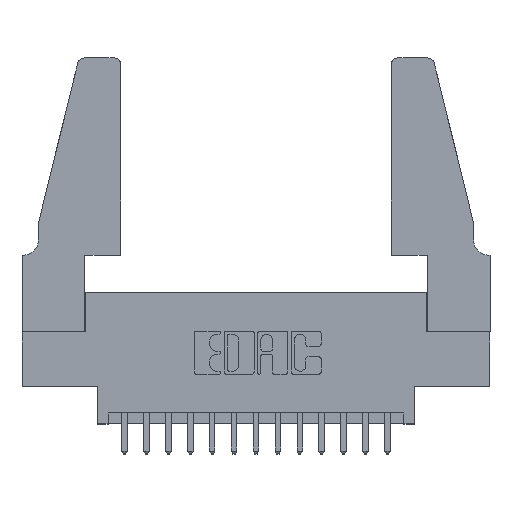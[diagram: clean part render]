
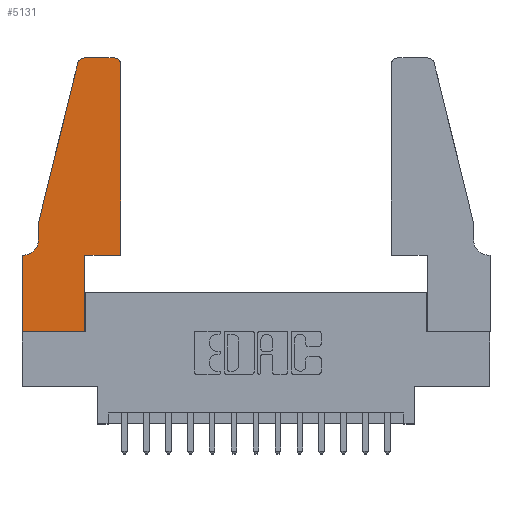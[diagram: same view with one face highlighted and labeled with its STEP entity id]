
A CAD part, top view. The second image highlights one B-rep face of the part: STEP entity #5131.
In plain terms, the highlighted planar face has unit normal (0, 0, 1).
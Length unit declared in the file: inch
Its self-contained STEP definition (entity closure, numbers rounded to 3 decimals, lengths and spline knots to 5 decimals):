
#78 = ORIENTED_EDGE ( 'NONE', *, *, #3525, .T. ) ;
#378 = VERTEX_POINT ( 'NONE', #1308 ) ;
#475 = EDGE_CURVE ( 'NONE', #5979, #16308, #15667, .T. ) ;
#671 = AXIS2_PLACEMENT_3D ( 'NONE', #11581, #15400, #6849 ) ;
#687 = CARTESIAN_POINT ( 'NONE',  ( 0.0755, 0.5, 0.37 ) ) ;
#748 = CARTESIAN_POINT ( 'NONE',  ( 0.0055, 0.42, 0.37 ) ) ;
#1121 = EDGE_CURVE ( 'NONE', #378, #12862, #12491, .T. ) ;
#1308 = CARTESIAN_POINT ( 'NONE',  ( 0.25487, 1.22718, 0.37 ) ) ;
#1420 = EDGE_CURVE ( 'NONE', #10661, #11297, #14645, .T. ) ;
#1682 = CARTESIAN_POINT ( 'NONE',  ( 0.4205, 1.22, 0.37 ) ) ;
#1733 = DIRECTION ( 'NONE',  ( 1., 0., 0. ) ) ;
#1734 = VECTOR ( 'NONE', #4265, 39.37008 ) ;
#1817 = VERTEX_POINT ( 'NONE', #12842 ) ;
#2396 = ORIENTED_EDGE ( 'NONE', *, *, #7800, .T. ) ;
#2420 = CARTESIAN_POINT ( 'NONE',  ( 0.284, 1.22, 0.37 ) ) ;
#2647 = CARTESIAN_POINT ( 'NONE',  ( 0.0755, 0.35, 0.37 ) ) ;
#2652 = EDGE_CURVE ( 'NONE', #6018, #8594, #9430, .T. ) ;
#2961 = DIRECTION ( 'NONE',  ( 0., 0., 1. ) ) ;
#3081 = DIRECTION ( 'NONE',  ( -1., 0., 0. ) ) ;
#3367 = DIRECTION ( 'NONE',  ( 0., 1., 0. ) ) ;
#3525 = EDGE_CURVE ( 'NONE', #12835, #8393, #10223, .T. ) ;
#3692 = DIRECTION ( 'NONE',  ( 1., 0., 0. ) ) ;
#3868 = VERTEX_POINT ( 'NONE', #9322 ) ;
#4203 = ORIENTED_EDGE ( 'NONE', *, *, #6006, .T. ) ;
#4249 = CARTESIAN_POINT ( 'NONE',  ( 0., 0., 0.37 ) ) ;
#4260 = VECTOR ( 'NONE', #7194, 39.37008 ) ;
#4265 = DIRECTION ( 'NONE',  ( 0., -1., 0. ) ) ;
#4367 = CARTESIAN_POINT ( 'NONE',  ( 0.2865, 0.35, 0.37 ) ) ;
#4532 = CARTESIAN_POINT ( 'NONE',  ( 0.2865, 0., 0.37 ) ) ;
#4598 = ORIENTED_EDGE ( 'NONE', *, *, #12600, .T. ) ;
#4610 = ORIENTED_EDGE ( 'NONE', *, *, #15959, .T. ) ;
#4674 = CARTESIAN_POINT ( 'NONE',  ( 0.0755, 0.42, 0.37 ) ) ;
#4781 = DIRECTION ( 'NONE',  ( 0., 1., 0. ) ) ;
#4931 = EDGE_CURVE ( 'NONE', #1817, #378, #13607, .T. ) ;
#4945 = VECTOR ( 'NONE', #5203, 39.37008 ) ;
#5131 = ADVANCED_FACE ( 'NONE', ( #11414 ), #5178, .T. ) ;
#5178 = PLANE ( 'NONE',  #671 ) ;
#5203 = DIRECTION ( 'NONE',  ( 0., -1., 0. ) ) ;
#5553 = DIRECTION ( 'NONE',  ( -0.239, -0.971, 0. ) ) ;
#5704 = DIRECTION ( 'NONE',  ( 0., 0., -1. ) ) ;
#5802 = AXIS2_PLACEMENT_3D ( 'NONE', #2420, #16391, #3692 ) ;
#5979 = VERTEX_POINT ( 'NONE', #15613 ) ;
#6006 = EDGE_CURVE ( 'NONE', #8393, #3868, #11382, .T. ) ;
#6018 = VERTEX_POINT ( 'NONE', #4674 ) ;
#6184 = VECTOR ( 'NONE', #6974, 39.37008 ) ;
#6690 = CARTESIAN_POINT ( 'NONE',  ( 0.0755, 0.5, 0.37 ) ) ;
#6849 = DIRECTION ( 'NONE',  ( 1., 0., 0. ) ) ;
#6974 = DIRECTION ( 'NONE',  ( -1., 0., 0. ) ) ;
#7103 = CARTESIAN_POINT ( 'NONE',  ( 0.4205, 1.25, 0.37 ) ) ;
#7194 = DIRECTION ( 'NONE',  ( 1., 0., 0. ) ) ;
#7384 = ORIENTED_EDGE ( 'NONE', *, *, #1121, .T. ) ;
#7523 = VECTOR ( 'NONE', #5553, 39.37008 ) ;
#7800 = EDGE_CURVE ( 'NONE', #8594, #10661, #9946, .T. ) ;
#7821 = DIRECTION ( 'NONE',  ( -1., 0., 0. ) ) ;
#8085 = EDGE_LOOP ( 'NONE', ( #12577, #13640, #7384, #4598, #13958, #2396, #8320, #4610, #78, #4203, #10528, #13331 ) ) ;
#8240 = VECTOR ( 'NONE', #3367, 39.37008 ) ;
#8320 = ORIENTED_EDGE ( 'NONE', *, *, #1420, .T. ) ;
#8325 = CARTESIAN_POINT ( 'NONE',  ( 0., 0.35, 0.37 ) ) ;
#8393 = VERTEX_POINT ( 'NONE', #4367 ) ;
#8420 = CARTESIAN_POINT ( 'NONE',  ( 0.2605, 1.25, 0.37 ) ) ;
#8559 = EDGE_CURVE ( 'NONE', #16308, #1817, #9527, .T. ) ;
#8594 = VERTEX_POINT ( 'NONE', #9800 ) ;
#8916 = LINE ( 'NONE', #12819, #4945 ) ;
#9319 = EDGE_CURVE ( 'NONE', #3868, #5979, #12687, .T. ) ;
#9322 = CARTESIAN_POINT ( 'NONE',  ( 0.4505, 0.35, 0.37 ) ) ;
#9430 = CIRCLE ( 'NONE', #11862, 0.07 ) ;
#9527 = LINE ( 'NONE', #8420, #6184 ) ;
#9800 = CARTESIAN_POINT ( 'NONE',  ( 0.0055, 0.35, 0.37 ) ) ;
#9946 = LINE ( 'NONE', #2647, #15710 ) ;
#10223 = LINE ( 'NONE', #13569, #8240 ) ;
#10528 = ORIENTED_EDGE ( 'NONE', *, *, #9319, .T. ) ;
#10661 = VERTEX_POINT ( 'NONE', #8325 ) ;
#10988 = VECTOR ( 'NONE', #1733, 39.37008 ) ;
#11297 = VERTEX_POINT ( 'NONE', #15993 ) ;
#11377 = CARTESIAN_POINT ( 'NONE',  ( 0., 0., 0.37 ) ) ;
#11382 = LINE ( 'NONE', #14397, #10988 ) ;
#11414 = FACE_OUTER_BOUND ( 'NONE', #8085, .T. ) ;
#11486 = VECTOR ( 'NONE', #4781, 39.37008 ) ;
#11581 = CARTESIAN_POINT ( 'NONE',  ( 0., 0.35, 0.37 ) ) ;
#11846 = DIRECTION ( 'NONE',  ( 1., 0., 0. ) ) ;
#11862 = AXIS2_PLACEMENT_3D ( 'NONE', #748, #5704, #3081 ) ;
#12205 = LINE ( 'NONE', #4249, #4260 ) ;
#12292 = AXIS2_PLACEMENT_3D ( 'NONE', #1682, #2961, #11846 ) ;
#12491 = LINE ( 'NONE', #6690, #7523 ) ;
#12577 = ORIENTED_EDGE ( 'NONE', *, *, #8559, .T. ) ;
#12600 = EDGE_CURVE ( 'NONE', #12862, #6018, #8916, .T. ) ;
#12687 = LINE ( 'NONE', #15760, #11486 ) ;
#12819 = CARTESIAN_POINT ( 'NONE',  ( 0.0755, 0.5, 0.37 ) ) ;
#12835 = VERTEX_POINT ( 'NONE', #4532 ) ;
#12842 = CARTESIAN_POINT ( 'NONE',  ( 0.284, 1.25, 0.37 ) ) ;
#12862 = VERTEX_POINT ( 'NONE', #687 ) ;
#13331 = ORIENTED_EDGE ( 'NONE', *, *, #475, .T. ) ;
#13569 = CARTESIAN_POINT ( 'NONE',  ( 0.2865, 0.35, 0.37 ) ) ;
#13607 = CIRCLE ( 'NONE', #5802, 0.03 ) ;
#13640 = ORIENTED_EDGE ( 'NONE', *, *, #4931, .T. ) ;
#13958 = ORIENTED_EDGE ( 'NONE', *, *, #2652, .T. ) ;
#14397 = CARTESIAN_POINT ( 'NONE',  ( 0.4505, 0.35, 0.37 ) ) ;
#14645 = LINE ( 'NONE', #11377, #1734 ) ;
#15400 = DIRECTION ( 'NONE',  ( 0., 0., 1. ) ) ;
#15613 = CARTESIAN_POINT ( 'NONE',  ( 0.4505, 1.22, 0.37 ) ) ;
#15667 = CIRCLE ( 'NONE', #12292, 0.03 ) ;
#15710 = VECTOR ( 'NONE', #7821, 39.37008 ) ;
#15760 = CARTESIAN_POINT ( 'NONE',  ( 0.4505, 0.35, 0.37 ) ) ;
#15959 = EDGE_CURVE ( 'NONE', #11297, #12835, #12205, .T. ) ;
#15993 = CARTESIAN_POINT ( 'NONE',  ( 0., 0., 0.37 ) ) ;
#16308 = VERTEX_POINT ( 'NONE', #7103 ) ;
#16391 = DIRECTION ( 'NONE',  ( 0., 0., 1. ) ) ;
